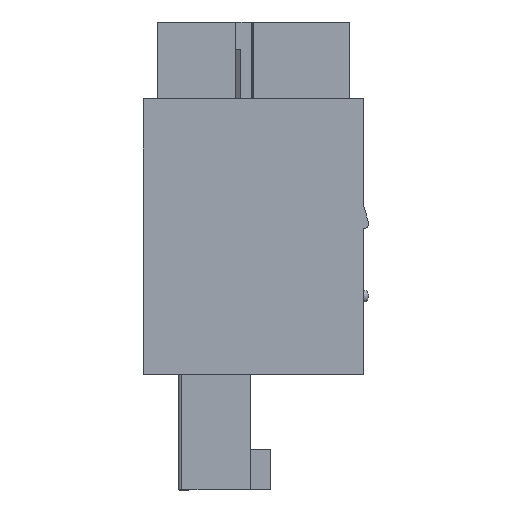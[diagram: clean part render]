
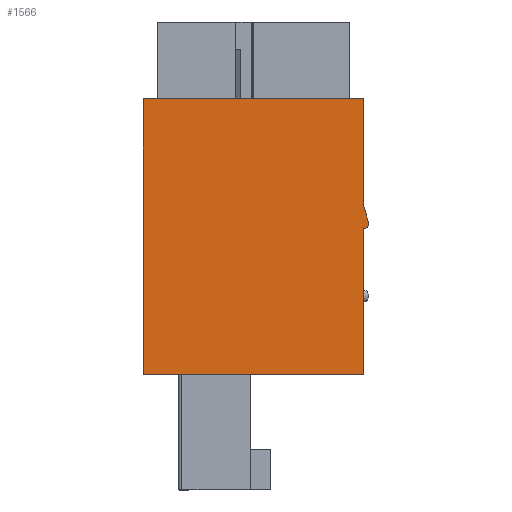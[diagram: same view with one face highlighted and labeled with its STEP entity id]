
A CAD part, left-side view. The second image highlights one B-rep face of the part: STEP entity #1566.
In plain terms, the highlighted planar face has unit normal (-1, 0, 0).
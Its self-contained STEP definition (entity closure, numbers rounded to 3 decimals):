
#1566 = ADVANCED_FACE( '', ( #3652 ), #3653, .F. );
#3652 = FACE_OUTER_BOUND( '', #6288, .T. );
#3653 = PLANE( '', #6289 );
#6288 = EDGE_LOOP( '', ( #10936, #10937, #10938, #10939, #10940, #10941, #10942 ) );
#6289 = AXIS2_PLACEMENT_3D( '', #10943, #10944, #10945 );
#10936 = ORIENTED_EDGE( '', *, *, #16635, .F. );
#10937 = ORIENTED_EDGE( '', *, *, #17986, .F. );
#10938 = ORIENTED_EDGE( '', *, *, #17987, .F. );
#10939 = ORIENTED_EDGE( '', *, *, #17988, .F. );
#10940 = ORIENTED_EDGE( '', *, *, #17703, .F. );
#10941 = ORIENTED_EDGE( '', *, *, #17405, .F. );
#10942 = ORIENTED_EDGE( '', *, *, #17177, .F. );
#10943 = CARTESIAN_POINT( '', ( -15.635, 0., 0. ) );
#10944 = DIRECTION( '', ( 1., 0., 0. ) );
#10945 = DIRECTION( '', ( 0., 0., -1. ) );
#16635 = EDGE_CURVE( '', #20191, #20193, #20194, .T. );
#17177 = EDGE_CURVE( '', #20193, #21137, #21138, .T. );
#17405 = EDGE_CURVE( '', #21137, #21510, #21511, .T. );
#17703 = EDGE_CURVE( '', #21510, #22012, #22013, .T. );
#17986 = EDGE_CURVE( '', #22438, #20191, #22439, .T. );
#17987 = EDGE_CURVE( '', #22440, #22438, #22441, .T. );
#17988 = EDGE_CURVE( '', #22012, #22440, #22442, .T. );
#20191 = VERTEX_POINT( '', #25311 );
#20193 = VERTEX_POINT( '', #25314 );
#20194 = LINE( '', #25315, #25316 );
#21137 = VERTEX_POINT( '', #26690 );
#21138 = LINE( '', #26691, #26692 );
#21510 = VERTEX_POINT( '', #27226 );
#21511 = LINE( '', #27227, #27228 );
#22012 = VERTEX_POINT( '', #27993 );
#22013 = LINE( '', #27994, #27995 );
#22438 = VERTEX_POINT( '', #28635 );
#22439 = CIRCLE( '', #28636, 0.3 );
#22440 = VERTEX_POINT( '', #28637 );
#22441 = LINE( '', #28638, #28639 );
#22442 = LINE( '', #28640, #28641 );
#25311 = CARTESIAN_POINT( '', ( -15.635, -6.3, 0.45 ) );
#25314 = CARTESIAN_POINT( '', ( -15.635, -6.3, -7.9 ) );
#25315 = CARTESIAN_POINT( '', ( -15.635, -6.3, 7.9 ) );
#25316 = VECTOR( '', #31794, 1000. );
#26690 = CARTESIAN_POINT( '', ( -15.635, 6.3, -7.9 ) );
#26691 = CARTESIAN_POINT( '', ( -15.635, -6.3, -7.9 ) );
#26692 = VECTOR( '', #32307, 1000. );
#27226 = CARTESIAN_POINT( '', ( -15.635, 6.3, 7.9 ) );
#27227 = CARTESIAN_POINT( '', ( -15.635, 6.3, -7.9 ) );
#27228 = VECTOR( '', #32536, 1000. );
#27993 = CARTESIAN_POINT( '', ( -15.635, -6.3, 7.9 ) );
#27994 = CARTESIAN_POINT( '', ( -15.635, 6.3, 7.9 ) );
#27995 = VECTOR( '', #32834, 1000. );
#28635 = CARTESIAN_POINT( '', ( -15.635, -6.589, 0.832 ) );
#28636 = AXIS2_PLACEMENT_3D( '', #33096, #33097, #33098 );
#28637 = CARTESIAN_POINT( '', ( -15.635, -6.3, 1.85 ) );
#28638 = CARTESIAN_POINT( '', ( -15.635, -6.3, 1.85 ) );
#28639 = VECTOR( '', #33099, 1000. );
#28640 = CARTESIAN_POINT( '', ( -15.635, -6.3, 7.9 ) );
#28641 = VECTOR( '', #33100, 1000. );
#31794 = DIRECTION( '', ( 0., 0., -1. ) );
#32307 = DIRECTION( '', ( 0., 1., 0. ) );
#32536 = DIRECTION( '', ( 0., 0., 1. ) );
#32834 = DIRECTION( '', ( 0., -1., 0. ) );
#33096 = CARTESIAN_POINT( '', ( -15.635, -6.3, 0.75 ) );
#33097 = DIRECTION( '', ( 1., 0., 0. ) );
#33098 = DIRECTION( '', ( 0., 1., 0. ) );
#33099 = DIRECTION( '', ( 0., -0.273, -0.962 ) );
#33100 = DIRECTION( '', ( 0., 0., -1. ) );
